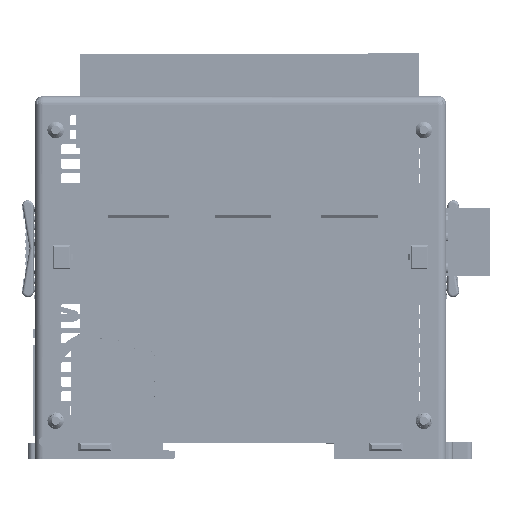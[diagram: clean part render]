
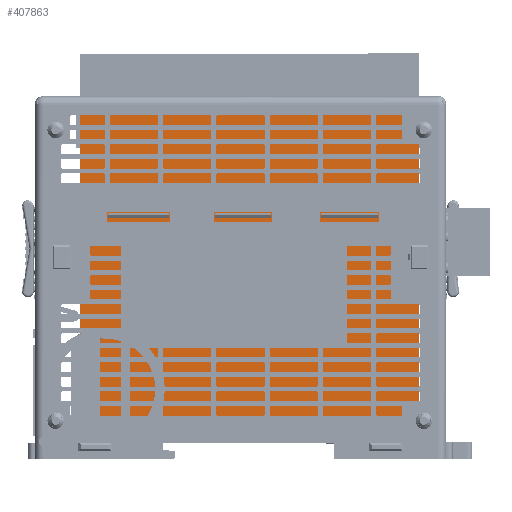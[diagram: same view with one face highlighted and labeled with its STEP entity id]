
A CAD part, left-side view. The second image highlights one B-rep face of the part: STEP entity #407863.
In plain terms, the highlighted planar face has unit normal (-1, 0, 0).
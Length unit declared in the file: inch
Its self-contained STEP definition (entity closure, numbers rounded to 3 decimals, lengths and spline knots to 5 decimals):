
#543 = EDGE_LOOP ( 'NONE', ( #257811, #276721, #112654, #179110 ) ) ;
#17875 = CARTESIAN_POINT ( 'NONE',  ( 0.97805, 0.17525, -1.36126 ) ) ;
#22829 = EDGE_CURVE ( 'NONE', #146933, #332633, #205970, .T. ) ;
#31644 = CARTESIAN_POINT ( 'NONE',  ( 0.97805, 0.17525, 1.39614 ) ) ;
#52218 = EDGE_CURVE ( 'NONE', #226200, #332633, #78885, .T. ) ;
#74050 = LINE ( 'NONE', #118139, #514106 ) ;
#78885 = LINE ( 'NONE', #383081, #488172 ) ;
#112654 = ORIENTED_EDGE ( 'NONE', *, *, #22829, .T. ) ;
#118139 = CARTESIAN_POINT ( 'NONE',  ( 0.97805, 0.17525, -1.36126 ) ) ;
#146933 = VERTEX_POINT ( 'NONE', #507324 ) ;
#157949 = DIRECTION ( 'NONE',  ( 0., 0., 1. ) ) ;
#179110 = ORIENTED_EDGE ( 'NONE', *, *, #52218, .F. ) ;
#196441 = VECTOR ( 'NONE', #468434, 39.37008 ) ;
#205970 = LINE ( 'NONE', #236678, #404417 ) ;
#213748 = DIRECTION ( 'NONE',  ( 1., 0., 0. ) ) ;
#217168 = DIRECTION ( 'NONE',  ( 0., 0., -1. ) ) ;
#226200 = VERTEX_POINT ( 'NONE', #495958 ) ;
#236678 = CARTESIAN_POINT ( 'NONE',  ( 0.97805, 0.17525, 4.06937 ) ) ;
#237787 = CARTESIAN_POINT ( 'NONE',  ( 0.97805, 2.93116, 4.06937 ) ) ;
#241118 = AXIS2_PLACEMENT_3D ( 'NONE', #17875, #213748, #217168 ) ;
#255812 = EDGE_CURVE ( 'NONE', #259194, #146933, #74050, .T. ) ;
#257811 = ORIENTED_EDGE ( 'NONE', *, *, #426874, .F. ) ;
#259194 = VERTEX_POINT ( 'NONE', #458860 ) ;
#265451 = FACE_OUTER_BOUND ( 'NONE', #543, .T. ) ;
#276721 = ORIENTED_EDGE ( 'NONE', *, *, #255812, .T. ) ;
#304974 = DIRECTION ( 'NONE',  ( 0., 0., 1. ) ) ;
#332633 = VERTEX_POINT ( 'NONE', #237787 ) ;
#339423 = LINE ( 'NONE', #31644, #196441 ) ;
#356408 = DIRECTION ( 'NONE',  ( 0., 1., 0. ) ) ;
#383081 = CARTESIAN_POINT ( 'NONE',  ( 0.97805, 2.93116, -1.36126 ) ) ;
#404417 = VECTOR ( 'NONE', #356408, 39.37008 ) ;
#407863 = ADVANCED_FACE ( 'NONE', ( #265451 ), #411295, .F. ) ;
#411295 = PLANE ( 'NONE',  #241118 ) ;
#426874 = EDGE_CURVE ( 'NONE', #259194, #226200, #339423, .T. ) ;
#458860 = CARTESIAN_POINT ( 'NONE',  ( 0.97805, 0.17525, 1.39614 ) ) ;
#468434 = DIRECTION ( 'NONE',  ( 0., 1., 0. ) ) ;
#488172 = VECTOR ( 'NONE', #304974, 39.37008 ) ;
#495958 = CARTESIAN_POINT ( 'NONE',  ( 0.97805, 2.93116, 1.39614 ) ) ;
#507324 = CARTESIAN_POINT ( 'NONE',  ( 0.97805, 0.17525, 4.06937 ) ) ;
#514106 = VECTOR ( 'NONE', #157949, 39.37008 ) ;
